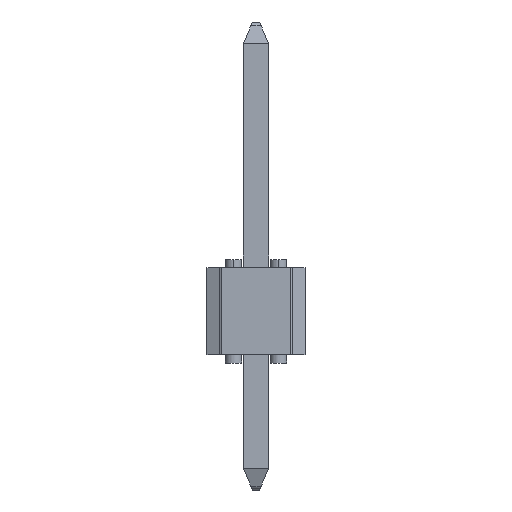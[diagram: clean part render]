
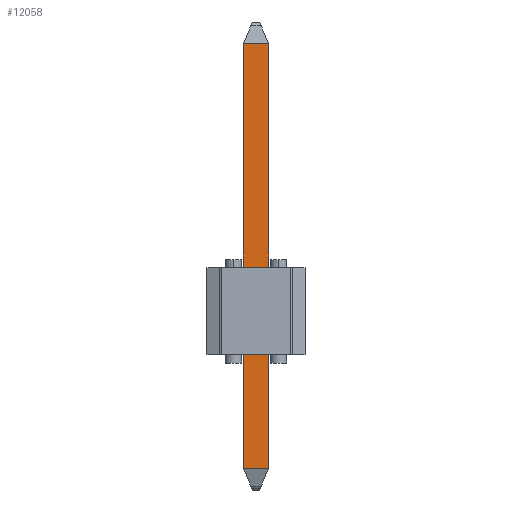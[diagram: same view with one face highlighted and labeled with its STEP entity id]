
A CAD part, left-side view. The second image highlights one B-rep face of the part: STEP entity #12058.
In plain terms, the highlighted face is planar.
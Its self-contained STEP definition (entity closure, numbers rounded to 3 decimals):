
#11841=DIRECTION('',(1.,0.,0.));
#11842=VECTOR('',#11841,0.617);
#11843=CARTESIAN_POINT('',(-0.309,5.895,0.617));
#11844=LINE('147',#11843,#11842);
#11845=DIRECTION('',(0.,1.,0.));
#11846=VECTOR('',#11845,10.44);
#11847=CARTESIAN_POINT('',(0.309,-4.545,0.617));
#11848=LINE('149',#11847,#11846);
#11849=DIRECTION('',(1.,0.,0.));
#11850=VECTOR('',#11849,0.617);
#11851=CARTESIAN_POINT('',(-0.309,-4.545,0.617));
#11852=LINE('692',#11851,#11850);
#11853=DIRECTION('',(0.,-1.,0.));
#11854=VECTOR('',#11853,10.44);
#11855=CARTESIAN_POINT('',(-0.309,5.895,0.617));
#11856=LINE('148',#11855,#11854);
#11931=CARTESIAN_POINT('',(-0.309,5.895,0.617));
#11933=VERTEX_POINT('',#11931);
#11937=CARTESIAN_POINT('',(0.309,5.895,0.617));
#11939=VERTEX_POINT('',#11937);
#11945=CARTESIAN_POINT('',(-0.309,-4.545,0.617));
#11946=VERTEX_POINT('',#11945);
#11947=CARTESIAN_POINT('',(0.309,-4.545,0.617));
#11948=VERTEX_POINT('',#11947);
#12045=CARTESIAN_POINT('',(0.,0.,0.617));
#12046=DIRECTION('',(0.,0.,1.));
#12047=DIRECTION('',(1.,0.,0.));
#12048=AXIS2_PLACEMENT_3D('',#12045,#12046,#12047);
#12049=PLANE('32',#12048);
#12051=ORIENTED_EDGE('147',*,*,#12050,.T.);
#12052=ORIENTED_EDGE('149',*,*,#12010,.F.);
#12053=ORIENTED_EDGE('692',*,*,#12035,.F.);
#12055=ORIENTED_EDGE('148',*,*,#12054,.F.);
#12056=EDGE_LOOP('32',(#12051,#12052,#12053,#12055));
#12057=FACE_OUTER_BOUND('32',#12056,.F.);
#12058=ADVANCED_FACE('32',(#12057),#12049,.T.);
#12010=EDGE_CURVE('149',#11948,#11939,#11848,.T.);
#12035=EDGE_CURVE('692',#11946,#11948,#11852,.T.);
#12050=EDGE_CURVE('147',#11933,#11939,#11844,.T.);
#12054=EDGE_CURVE('148',#11933,#11946,#11856,.T.);
